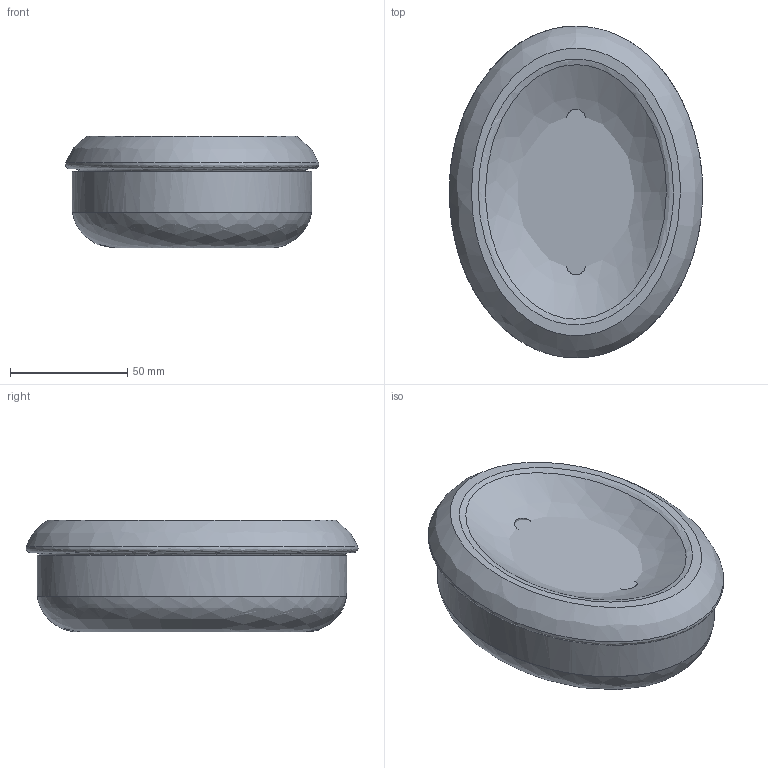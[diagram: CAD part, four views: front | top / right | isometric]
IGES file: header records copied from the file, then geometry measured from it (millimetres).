
Global section: file name: No Iges File Name specified; native system: Autodesk Inventor 2012; preprocessor: AutoDesk Inventor Iges Exporter R2012; author: sbajwa; date: 20130725.091907; units: millimetre
Bounding box: 107.99 x 141.47 x 47.68 mm (x, y, z)
Volume: 92118.6 mm3; surface area: 98680.4 mm2
Topology: 2 solids, 2 shells, 33 faces, 90 edges, 66 vertices
Faces by surface type: bspline 19, plane 7, revolution 7
